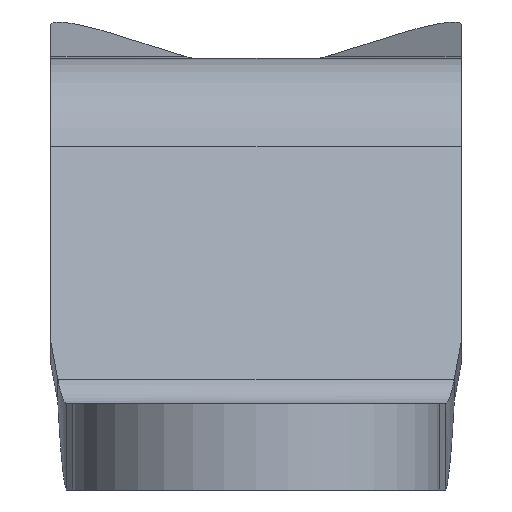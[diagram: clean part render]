
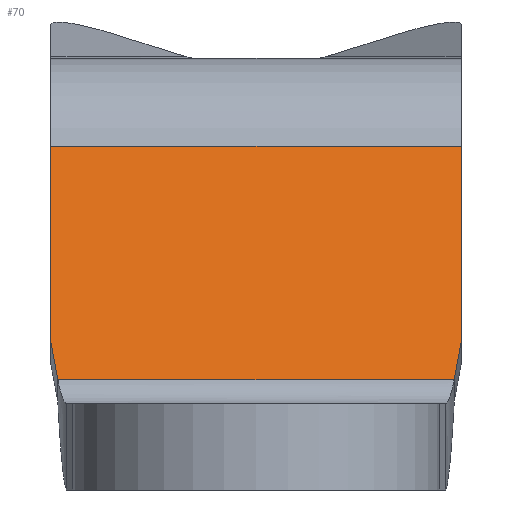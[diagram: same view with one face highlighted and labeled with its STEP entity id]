
A CAD part, left-side view. The second image highlights one B-rep face of the part: STEP entity #70.
In plain terms, the highlighted planar face has unit normal (-0.966, 0, 0.259).
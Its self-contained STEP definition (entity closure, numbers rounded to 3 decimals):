
#70=ADVANCED_FACE('',(#170),#171,.F.);
#170=FACE_OUTER_BOUND('',#299,.T.);
#171=PLANE('',#300);
#299=EDGE_LOOP('',(#505,#506,#507,#508,#509,#510));
#300=AXIS2_PLACEMENT_3D('',#511,#512,#513);
#505=ORIENTED_EDGE('',*,*,#862,.F.);
#506=ORIENTED_EDGE('',*,*,#863,.F.);
#507=ORIENTED_EDGE('',*,*,#864,.F.);
#508=ORIENTED_EDGE('',*,*,#865,.F.);
#509=ORIENTED_EDGE('',*,*,#866,.F.);
#510=ORIENTED_EDGE('',*,*,#867,.F.);
#511=CARTESIAN_POINT('',(12.048,0.0,-16.353));
#512=DIRECTION('',(0.966,0.0,-0.259));
#513=DIRECTION('',(-0.259,0.0,-0.966));
#862=EDGE_CURVE('',#1020,#1021,#1022,.T.);
#863=EDGE_CURVE('',#1023,#1020,#1024,.T.);
#864=EDGE_CURVE('',#1025,#1023,#1026,.T.);
#865=EDGE_CURVE('',#1027,#1025,#1028,.F.);
#866=EDGE_CURVE('',#1029,#1027,#1030,.T.);
#867=EDGE_CURVE('',#1021,#1029,#1031,.T.);
#1020=VERTEX_POINT('',#1240);
#1021=VERTEX_POINT('',#1241);
#1022=LINE('',#1242,#1243);
#1023=VERTEX_POINT('',#1244);
#1024=LINE('',#1245,#1246);
#1025=VERTEX_POINT('',#1247);
#1026=LINE('',#1248,#1249);
#1027=VERTEX_POINT('',#1250);
#1028=LINE('',#1251,#1252);
#1029=VERTEX_POINT('',#1253);
#1030=LINE('',#1254,#1255);
#1031=LINE('',#1256,#1257);
#1240=CARTESIAN_POINT('',(19.624,9.5,11.919));
#1241=CARTESIAN_POINT('',(19.624,-9.5,11.919));
#1242=CARTESIAN_POINT('',(19.624,-9.5,11.919));
#1243=VECTOR('',#1520,1.0);
#1244=CARTESIAN_POINT('',(17.192,9.5,2.845));
#1245=CARTESIAN_POINT('',(12.048,9.5,-16.353));
#1246=VECTOR('',#1521,1.0);
#1247=CARTESIAN_POINT('',(16.728,9.181,1.112));
#1248=CARTESIAN_POINT('',(13.989,7.3,-9.109));
#1249=VECTOR('',#1522,1.0);
#1250=CARTESIAN_POINT('',(16.728,-9.181,1.112));
#1251=CARTESIAN_POINT('',(16.728,0.0,1.112));
#1252=VECTOR('',#1523,1.0);
#1253=CARTESIAN_POINT('',(17.192,-9.5,2.845));
#1254=CARTESIAN_POINT('',(19.376,-11.0,10.996));
#1255=VECTOR('',#1524,1.0);
#1256=CARTESIAN_POINT('',(12.048,-9.5,-16.353));
#1257=VECTOR('',#1525,1.0);
#1520=DIRECTION('',(0.0,-1.0,0.0));
#1521=DIRECTION('',(0.259,0.0,0.966));
#1522=DIRECTION('',(0.255,0.175,0.951));
#1523=DIRECTION('',(0.0,-1.0,0.0));
#1524=DIRECTION('',(-0.255,0.175,-0.951));
#1525=DIRECTION('',(-0.259,0.0,-0.966));
